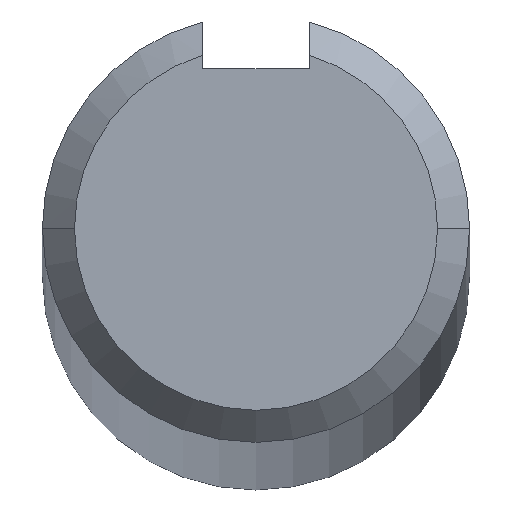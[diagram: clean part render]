
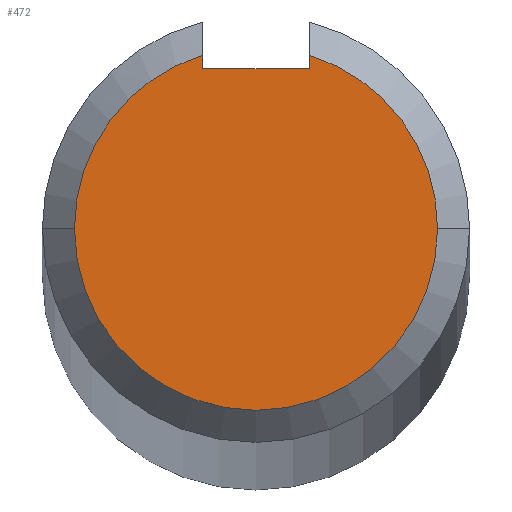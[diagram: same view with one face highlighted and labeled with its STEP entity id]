
A CAD part, top view. The second image highlights one B-rep face of the part: STEP entity #472.
In plain terms, the highlighted planar face has unit normal (0, 0, 1).
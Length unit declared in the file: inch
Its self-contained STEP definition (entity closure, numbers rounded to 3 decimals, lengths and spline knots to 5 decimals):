
#10 = AXIS2_PLACEMENT_3D ( 'NONE', #437, #436, #435 ) ;
#15 = AXIS2_PLACEMENT_3D ( 'NONE', #450, #449, #452 ) ;
#18 = AXIS2_PLACEMENT_3D ( 'NONE', #175, #214, #193 ) ;
#21 = AXIS2_PLACEMENT_3D ( 'NONE', #206, #227, #166 ) ;
#32 = EDGE_CURVE ( 'NONE', #296, #346, #357, .T. ) ;
#38 = EDGE_CURVE ( 'NONE', #362, #331, #415, .T. ) ;
#39 = EDGE_CURVE ( 'NONE', #296, #308, #413, .T. ) ;
#49 = EDGE_CURVE ( 'NONE', #285, #331, #414, .T. ) ;
#53 = EDGE_CURVE ( 'NONE', #308, #285, #386, .T. ) ;
#59 = EDGE_CURVE ( 'NONE', #346, #362, #387, .T. ) ;
#138 = CARTESIAN_POINT ( 'NONE',  ( -0.15938, 0., 12. ) ) ;
#143 = CARTESIAN_POINT ( 'NONE',  ( 0.04688, 0.1875, 12. ) ) ;
#166 = DIRECTION ( 'NONE',  ( 1., 0., 0. ) ) ;
#172 = CARTESIAN_POINT ( 'NONE',  ( -0.04688, 0.14063, 12. ) ) ;
#173 = CARTESIAN_POINT ( 'NONE',  ( 0.04688, 0.15233, 12. ) ) ;
#175 = CARTESIAN_POINT ( 'NONE',  ( 0., 0., 12. ) ) ;
#193 = DIRECTION ( 'NONE',  ( 1., 0., 0. ) ) ;
#194 = PLANE ( 'NONE',  #21 ) ;
#206 = CARTESIAN_POINT ( 'NONE',  ( 0., 0., 12. ) ) ;
#214 = DIRECTION ( 'NONE',  ( 0., 0., 1. ) ) ;
#223 = CARTESIAN_POINT ( 'NONE',  ( 0.15938, 0., 12. ) ) ;
#224 = CARTESIAN_POINT ( 'NONE',  ( -0.04688, 0.15233, 12. ) ) ;
#227 = DIRECTION ( 'NONE',  ( 0., 0., 1. ) ) ;
#233 = CARTESIAN_POINT ( 'NONE',  ( 0.04688, 0.14063, 12. ) ) ;
#249 = DIRECTION ( 'NONE',  ( 0., 1., 0. ) ) ;
#262 = CARTESIAN_POINT ( 'NONE',  ( -0.04688, 0.14063, 12. ) ) ;
#263 = DIRECTION ( 'NONE',  ( 1., 0., 0. ) ) ;
#270 = ORIENTED_EDGE ( 'NONE', *, *, #32, .T. ) ;
#272 = ORIENTED_EDGE ( 'NONE', *, *, #38, .T. ) ;
#285 = VERTEX_POINT ( 'NONE', #233 ) ;
#296 = VERTEX_POINT ( 'NONE', #224 ) ;
#303 = ORIENTED_EDGE ( 'NONE', *, *, #59, .T. ) ;
#308 = VERTEX_POINT ( 'NONE', #172 ) ;
#318 = ORIENTED_EDGE ( 'NONE', *, *, #39, .F. ) ;
#319 = ORIENTED_EDGE ( 'NONE', *, *, #49, .F. ) ;
#331 = VERTEX_POINT ( 'NONE', #173 ) ;
#343 = ORIENTED_EDGE ( 'NONE', *, *, #53, .F. ) ;
#346 = VERTEX_POINT ( 'NONE', #138 ) ;
#357 = CIRCLE ( 'NONE', #15, 0.15938 ) ;
#362 = VERTEX_POINT ( 'NONE', #223 ) ;
#383 = EDGE_LOOP ( 'NONE', ( #318, #270, #303, #272, #319, #343 ) ) ;
#386 = LINE ( 'NONE', #262, #406 ) ;
#387 = CIRCLE ( 'NONE', #18, 0.15938 ) ;
#404 = VECTOR ( 'NONE', #249, 39.37008 ) ;
#406 = VECTOR ( 'NONE', #263, 39.37008 ) ;
#408 = FACE_OUTER_BOUND ( 'NONE', #383, .T. ) ;
#413 = LINE ( 'NONE', #438, #418 ) ;
#414 = LINE ( 'NONE', #143, #404 ) ;
#415 = CIRCLE ( 'NONE', #10, 0.15938 ) ;
#418 = VECTOR ( 'NONE', #443, 39.37008 ) ;
#435 = DIRECTION ( 'NONE',  ( 1., 0., 0. ) ) ;
#436 = DIRECTION ( 'NONE',  ( 0., 0., 1. ) ) ;
#437 = CARTESIAN_POINT ( 'NONE',  ( 0., 0., 12. ) ) ;
#438 = CARTESIAN_POINT ( 'NONE',  ( -0.04688, 0.1875, 12. ) ) ;
#443 = DIRECTION ( 'NONE',  ( 0., -1., 0. ) ) ;
#449 = DIRECTION ( 'NONE',  ( 0., 0., 1. ) ) ;
#450 = CARTESIAN_POINT ( 'NONE',  ( 0., 0., 12. ) ) ;
#452 = DIRECTION ( 'NONE',  ( 1., 0., 0. ) ) ;
#472 = ADVANCED_FACE ( 'NONE', ( #408 ), #194, .T. ) ;
